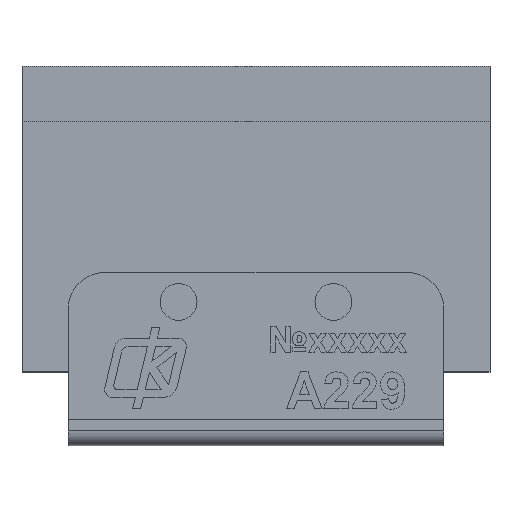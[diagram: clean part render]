
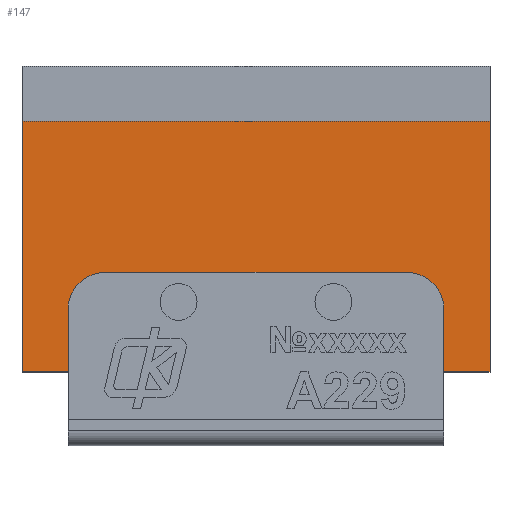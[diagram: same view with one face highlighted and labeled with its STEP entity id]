
A CAD part, top view. The second image highlights one B-rep face of the part: STEP entity #147.
In plain terms, the highlighted planar face has unit normal (0, 0, 1).
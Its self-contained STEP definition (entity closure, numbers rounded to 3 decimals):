
#147=ADVANCED_FACE('',(#2401),#2403,.F.);
#2401=FACE_BOUND('',#2402,.T.);
#2402=EDGE_LOOP('',(#5230,#5231,#5232,#5233,#5234,#5235,#5236,#5237,#5238,#5239,
#5240,#5241,#5242,#5243));
#2403=PLANE('',#2404);
#2404=AXIS2_PLACEMENT_3D('',#2405,#2406,#2407);
#2405=CARTESIAN_POINT('',(0.,0.,2.));
#2406=DIRECTION('',(0.,0.,-1.));
#2407=DIRECTION('',(-1.,0.,0.));
#5230=ORIENTED_EDGE('',*,*,#6542,.T.);
#5231=ORIENTED_EDGE('',*,*,#6543,.T.);
#5232=ORIENTED_EDGE('',*,*,#6544,.T.);
#5233=ORIENTED_EDGE('',*,*,#6545,.F.);
#5234=ORIENTED_EDGE('',*,*,#6546,.T.);
#5235=ORIENTED_EDGE('',*,*,#6547,.F.);
#5236=ORIENTED_EDGE('',*,*,#6548,.T.);
#5237=ORIENTED_EDGE('',*,*,#6549,.F.);
#5238=ORIENTED_EDGE('',*,*,#6550,.F.);
#5239=ORIENTED_EDGE('',*,*,#6532,.T.);
#5240=ORIENTED_EDGE('',*,*,#6551,.F.);
#5241=ORIENTED_EDGE('',*,*,#6536,.T.);
#5242=ORIENTED_EDGE('',*,*,#6511,.F.);
#5243=ORIENTED_EDGE('',*,*,#6552,.T.);
#6511=EDGE_CURVE('',#7196,#7199,#7200,.T.);
#6532=EDGE_CURVE('',#7237,#7235,#7238,.T.);
#6536=EDGE_CURVE('',#7243,#7199,#7244,.T.);
#6542=EDGE_CURVE('',#7253,#7254,#7255,.T.);
#6543=EDGE_CURVE('',#7254,#7256,#7257,.T.);
#6544=EDGE_CURVE('',#7256,#7258,#7259,.T.);
#6545=EDGE_CURVE('',#7260,#7258,#7261,.T.);
#6546=EDGE_CURVE('',#7260,#7262,#7263,.T.);
#6547=EDGE_CURVE('',#7264,#7262,#7265,.T.);
#6548=EDGE_CURVE('',#7264,#7266,#7267,.T.);
#6549=EDGE_CURVE('',#7268,#7266,#7269,.T.);
#6550=EDGE_CURVE('',#7237,#7268,#7270,.T.);
#6551=EDGE_CURVE('',#7243,#7235,#7271,.T.);
#6552=EDGE_CURVE('',#7196,#7253,#7272,.T.);
#7196=VERTEX_POINT('',#8356);
#7199=VERTEX_POINT('',#8361);
#7200=LINE('',#8362,#8363);
#7235=VERTEX_POINT('',#8437);
#7237=VERTEX_POINT('',#8441);
#7238=LINE('',#8442,#8443);
#7243=VERTEX_POINT('',#8455);
#7244=LINE('',#8456,#8457);
#7253=VERTEX_POINT('',#8477);
#7254=VERTEX_POINT('',#8478);
#7255=LINE('',#8479,#8480);
#7256=VERTEX_POINT('',#8482);
#7257=LINE('',#8483,#8484);
#7258=VERTEX_POINT('',#8486);
#7259=CIRCLE('',#8487,1.);
#7260=VERTEX_POINT('',#8491);
#7261=LINE('',#8492,#8493);
#7262=VERTEX_POINT('',#8495);
#7263=CIRCLE('',#8496,1.);
#7264=VERTEX_POINT('',#8500);
#7265=LINE('',#8501,#8502);
#7266=VERTEX_POINT('',#8504);
#7267=LINE('',#8505,#8506);
#7268=VERTEX_POINT('',#8508);
#7269=LINE('',#8509,#8510);
#7270=LINE('',#8512,#8513);
#7271=LINE('',#8515,#8516);
#7272=LINE('',#8518,#8519);
#8356=CARTESIAN_POINT('',(-5.48,-4.15,2.));
#8361=CARTESIAN_POINT('',(-6.35,-4.15,2.));
#8362=CARTESIAN_POINT('',(-5.48,-4.15,2.));
#8363=VECTOR('',#8364,1.);
#8364=DIRECTION('',(-1.,0.,0.));
#8437=CARTESIAN_POINT('',(6.35,2.65,2.));
#8441=CARTESIAN_POINT('',(6.35,-4.15,2.));
#8442=CARTESIAN_POINT('',(6.35,-4.15,2.));
#8443=VECTOR('',#8444,1.);
#8444=DIRECTION('',(0.,1.,0.));
#8455=CARTESIAN_POINT('',(-6.35,2.65,2.));
#8456=CARTESIAN_POINT('',(-6.35,2.65,2.));
#8457=VECTOR('',#8458,1.);
#8458=DIRECTION('',(0.,-1.,0.));
#8477=CARTESIAN_POINT('',(-5.48,-4.15,2.));
#8478=CARTESIAN_POINT('',(-5.1,-4.15,2.));
#8479=CARTESIAN_POINT('',(-5.48,-4.15,2.));
#8480=VECTOR('',#8481,1.);
#8481=DIRECTION('',(1.,0.,0.));
#8482=CARTESIAN_POINT('',(-5.1,-2.45,2.));
#8483=CARTESIAN_POINT('',(-5.1,-4.15,2.));
#8484=VECTOR('',#8485,1.);
#8485=DIRECTION('',(0.,1.,0.));
#8486=CARTESIAN_POINT('',(-4.1,-1.45,2.));
#8487=AXIS2_PLACEMENT_3D('',#8488,#8489,#8490);
#8488=CARTESIAN_POINT('',(-4.1,-2.45,2.));
#8489=DIRECTION('',(0.,0.,-1.));
#8490=DIRECTION('',(-1.,0.,0.));
#8491=CARTESIAN_POINT('',(4.1,-1.45,2.));
#8492=CARTESIAN_POINT('',(4.1,-1.45,2.));
#8493=VECTOR('',#8494,1.);
#8494=DIRECTION('',(-1.,0.,0.));
#8495=CARTESIAN_POINT('',(5.1,-2.45,2.));
#8496=AXIS2_PLACEMENT_3D('',#8497,#8498,#8499);
#8497=CARTESIAN_POINT('',(4.1,-2.45,2.));
#8498=DIRECTION('',(0.,0.,-1.));
#8499=DIRECTION('',(0.,1.,0.));
#8500=CARTESIAN_POINT('',(5.1,-4.15,2.));
#8501=CARTESIAN_POINT('',(5.1,-4.15,2.));
#8502=VECTOR('',#8503,1.);
#8503=DIRECTION('',(0.,1.,0.));
#8504=CARTESIAN_POINT('',(5.48,-4.15,2.));
#8505=CARTESIAN_POINT('',(5.1,-4.15,2.));
#8506=VECTOR('',#8507,1.);
#8507=DIRECTION('',(1.,0.,0.));
#8508=CARTESIAN_POINT('',(5.48,-4.15,2.));
#8509=CARTESIAN_POINT('',(5.48,-4.15,2.));
#8510=VECTOR('',#8511,1.);
#8511=DIRECTION('',(0.,-1.,0.));
#8512=CARTESIAN_POINT('',(6.35,-4.15,2.));
#8513=VECTOR('',#8514,1.);
#8514=DIRECTION('',(-1.,0.,0.));
#8515=CARTESIAN_POINT('',(-6.35,2.65,2.));
#8516=VECTOR('',#8517,1.);
#8517=DIRECTION('',(1.,0.,0.));
#8518=CARTESIAN_POINT('',(-5.48,-4.15,2.));
#8519=VECTOR('',#8520,1.);
#8520=DIRECTION('',(0.,-1.,0.));
